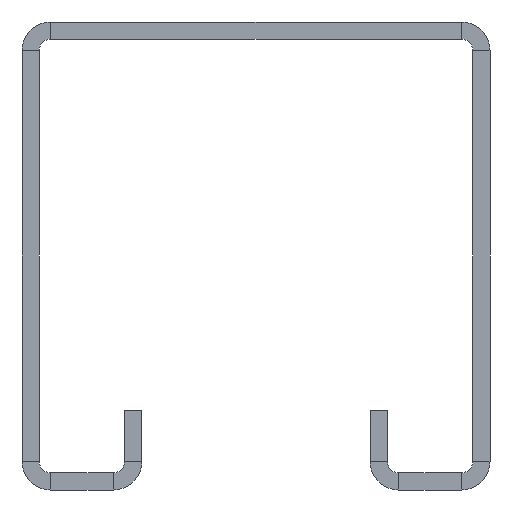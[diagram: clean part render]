
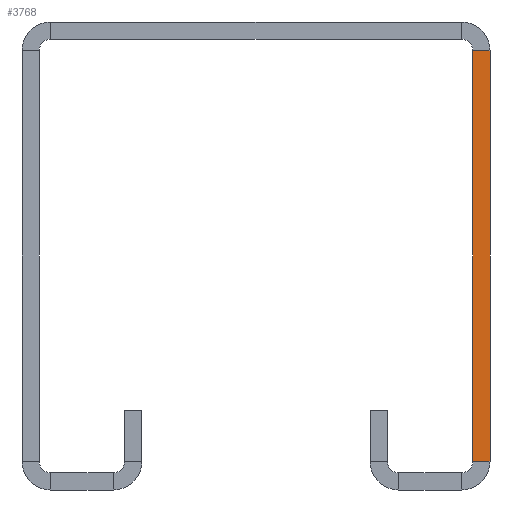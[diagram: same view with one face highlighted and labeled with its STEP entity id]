
A CAD part, front view. The second image highlights one B-rep face of the part: STEP entity #3768.
In plain terms, the highlighted planar face has unit normal (0, -1, 0).
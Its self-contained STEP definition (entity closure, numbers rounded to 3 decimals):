
#365=DIRECTION('',(-1.,0.,0.));
#366=VECTOR('',#365,1.5);
#367=CARTESIAN_POINT('',(20.5,-350.,-18.));
#368=LINE('',#367,#366);
#369=DIRECTION('',(0.,0.,-1.));
#370=VECTOR('',#369,36.);
#371=CARTESIAN_POINT('',(19.,-350.,18.));
#372=LINE('',#371,#370);
#373=DIRECTION('',(0.,0.,-1.));
#374=VECTOR('',#373,36.);
#375=CARTESIAN_POINT('',(20.5,-350.,18.));
#376=LINE('',#375,#374);
#949=DIRECTION('',(-1.,0.,0.));
#950=VECTOR('',#949,1.5);
#951=CARTESIAN_POINT('',(20.5,-350.,18.));
#952=LINE('',#951,#950);
#2666=CARTESIAN_POINT('',(20.5,-350.,-18.));
#2668=VERTEX_POINT('',#2666);
#2678=CARTESIAN_POINT('',(20.5,-350.,18.));
#2680=VERTEX_POINT('',#2678);
#2714=CARTESIAN_POINT('',(19.,-350.,-18.));
#2716=VERTEX_POINT('',#2714);
#2726=CARTESIAN_POINT('',(19.,-350.,18.));
#2728=VERTEX_POINT('',#2726);
#3754=CARTESIAN_POINT('',(19.75,-350.,0.));
#3755=DIRECTION('',(0.,-1.,0.));
#3756=DIRECTION('',(0.,0.,-1.));
#3757=AXIS2_PLACEMENT_3D('',#3754,#3755,#3756);
#3758=PLANE('',#3757);
#3760=ORIENTED_EDGE('',*,*,#3759,.T.);
#3762=ORIENTED_EDGE('',*,*,#3761,.F.);
#3764=ORIENTED_EDGE('',*,*,#3763,.F.);
#3765=ORIENTED_EDGE('',*,*,#3605,.T.);
#3766=EDGE_LOOP('',(#3760,#3762,#3764,#3765));
#3767=FACE_OUTER_BOUND('',#3766,.F.);
#3768=ADVANCED_FACE('',(#3767),#3758,.T.);
#3605=EDGE_CURVE('',#2680,#2668,#376,.T.);
#3759=EDGE_CURVE('',#2668,#2716,#368,.T.);
#3761=EDGE_CURVE('',#2728,#2716,#372,.T.);
#3763=EDGE_CURVE('',#2680,#2728,#952,.T.);
